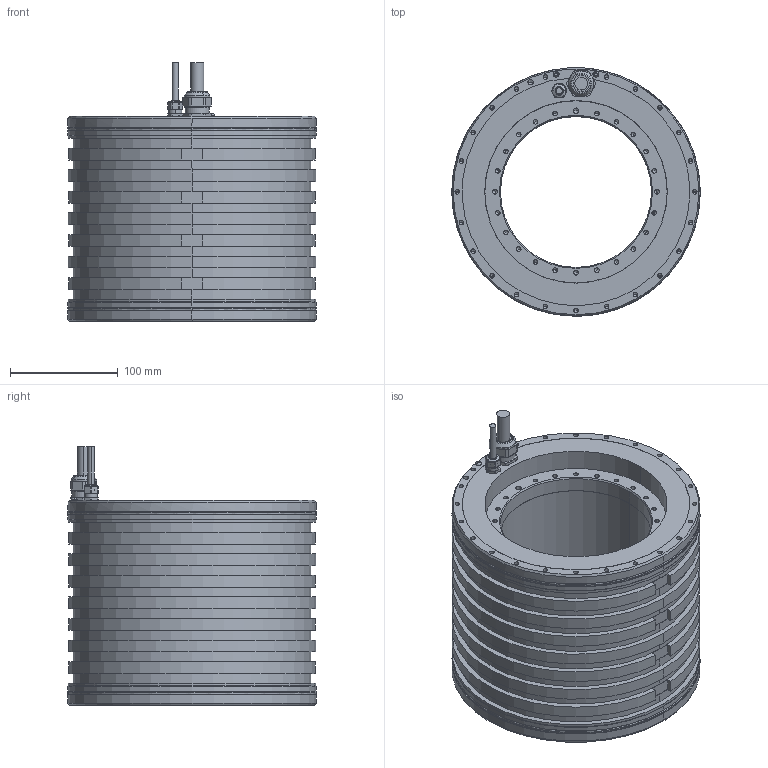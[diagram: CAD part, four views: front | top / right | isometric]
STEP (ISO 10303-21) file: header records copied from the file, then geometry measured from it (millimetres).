
FILE_DESCRIPTION((''),'2;1');
FILE_NAME('PRT0001','2016-06-01T',('ch5533'),(''),'PRO/ENGINEER BY PARAMETRIC TECHNOLOGY CORPORATION, 2014000','PRO/ENGINEER BY PARAMETRIC TECHNOLOGY CORPORATION, 2014000','');
FILE_SCHEMA(('CONFIG_CONTROL_DESIGN'));
Length unit declared in the file: millimetre
Products named in the file (1): PRT0001
Bounding box: 230 x 230 x 239.8 mm (x, y, z)
Volume: 4367921.6 mm3; surface area: 534260 mm2
Topology: 4 solids, 13 shells, 803 faces, 1944 edges, 1091 vertices
Faces by surface type: cylinder 374, cone 254, plane 125, torus 38, revolution 8, sphere 4
Entity records: 28593 total; most frequent: CARTESIAN_POINT 4290, DIRECTION 4236, ORIENTED_EDGE 3500, EDGE_CURVE 1750, AXIS2_PLACEMENT_3D 1731, VERTEX_POINT 1091, EDGE_LOOP 947, CIRCLE 936
